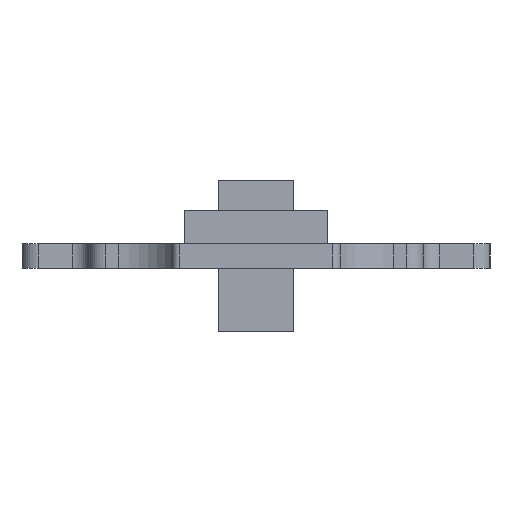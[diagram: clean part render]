
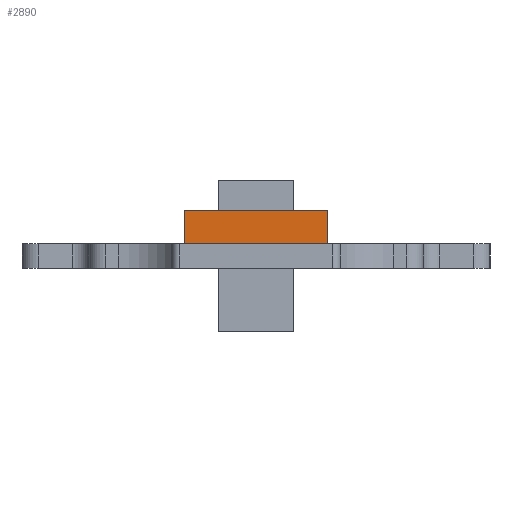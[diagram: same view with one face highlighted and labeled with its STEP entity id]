
A CAD part, left-side view. The second image highlights one B-rep face of the part: STEP entity #2890.
In plain terms, the highlighted planar face has unit normal (-1, 0, 0).
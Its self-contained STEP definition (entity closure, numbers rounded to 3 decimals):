
#2627 = EDGE_CURVE('',#2628,#2630,#2632,.T.);
#2628 = VERTEX_POINT('',#2629);
#2629 = CARTESIAN_POINT('',(-2.85,-4.3,0.));
#2630 = VERTEX_POINT('',#2631);
#2631 = CARTESIAN_POINT('',(-2.85,-4.3,2.));
#2632 = SURFACE_CURVE('',#2633,(#2637,#2649),.PCURVE_S1.);
#2633 = LINE('',#2634,#2635);
#2634 = CARTESIAN_POINT('',(-2.85,-4.3,0.));
#2635 = VECTOR('',#2636,1.);
#2636 = DIRECTION('',(0.,0.,1.));
#2637 = PCURVE('',#2638,#2643);
#2638 = PLANE('',#2639);
#2639 = AXIS2_PLACEMENT_3D('',#2640,#2641,#2642);
#2640 = CARTESIAN_POINT('',(-2.85,-4.3,0.));
#2641 = DIRECTION('',(0.,1.,0.));
#2642 = DIRECTION('',(1.,0.,0.));
#2643 = DEFINITIONAL_REPRESENTATION('',(#2644),#2648);
#2644 = LINE('',#2645,#2646);
#2645 = CARTESIAN_POINT('',(0.,0.));
#2646 = VECTOR('',#2647,1.);
#2647 = DIRECTION('',(0.,-1.));
#2648 = ( GEOMETRIC_REPRESENTATION_CONTEXT(2) 
PARAMETRIC_REPRESENTATION_CONTEXT() REPRESENTATION_CONTEXT('2D SPACE',''
  ) );
#2649 = PCURVE('',#2650,#2655);
#2650 = PLANE('',#2651);
#2651 = AXIS2_PLACEMENT_3D('',#2652,#2653,#2654);
#2652 = CARTESIAN_POINT('',(-2.85,4.3,0.));
#2653 = DIRECTION('',(1.,0.,0.));
#2654 = DIRECTION('',(0.,-1.,0.));
#2655 = DEFINITIONAL_REPRESENTATION('',(#2656),#2660);
#2656 = LINE('',#2657,#2658);
#2657 = CARTESIAN_POINT('',(8.6,0.));
#2658 = VECTOR('',#2659,1.);
#2659 = DIRECTION('',(0.,-1.));
#2660 = ( GEOMETRIC_REPRESENTATION_CONTEXT(2) 
PARAMETRIC_REPRESENTATION_CONTEXT() REPRESENTATION_CONTEXT('2D SPACE',''
  ) );
#2678 = PLANE('',#2679);
#2679 = AXIS2_PLACEMENT_3D('',#2680,#2681,#2682);
#2680 = CARTESIAN_POINT('',(-2.85,-4.3,2.));
#2681 = DIRECTION('',(0.,0.,-1.));
#2682 = DIRECTION('',(-1.,0.,0.));
#2732 = PLANE('',#2733);
#2733 = AXIS2_PLACEMENT_3D('',#2734,#2735,#2736);
#2734 = CARTESIAN_POINT('',(-2.85,-4.3,0.));
#2735 = DIRECTION('',(0.,0.,-1.));
#2736 = DIRECTION('',(-1.,0.,0.));
#2787 = PLANE('',#2788);
#2788 = AXIS2_PLACEMENT_3D('',#2789,#2790,#2791);
#2789 = CARTESIAN_POINT('',(2.85,4.3,0.));
#2790 = DIRECTION('',(0.,-1.,0.));
#2791 = DIRECTION('',(-1.,0.,0.));
#2825 = VERTEX_POINT('',#2826);
#2826 = CARTESIAN_POINT('',(-2.85,4.3,2.));
#2847 = EDGE_CURVE('',#2848,#2825,#2850,.T.);
#2848 = VERTEX_POINT('',#2849);
#2849 = CARTESIAN_POINT('',(-2.85,4.3,0.));
#2850 = SURFACE_CURVE('',#2851,(#2855,#2862),.PCURVE_S1.);
#2851 = LINE('',#2852,#2853);
#2852 = CARTESIAN_POINT('',(-2.85,4.3,0.));
#2853 = VECTOR('',#2854,1.);
#2854 = DIRECTION('',(0.,0.,1.));
#2855 = PCURVE('',#2787,#2856);
#2856 = DEFINITIONAL_REPRESENTATION('',(#2857),#2861);
#2857 = LINE('',#2858,#2859);
#2858 = CARTESIAN_POINT('',(5.7,0.));
#2859 = VECTOR('',#2860,1.);
#2860 = DIRECTION('',(0.,-1.));
#2861 = ( GEOMETRIC_REPRESENTATION_CONTEXT(2) 
PARAMETRIC_REPRESENTATION_CONTEXT() REPRESENTATION_CONTEXT('2D SPACE',''
  ) );
#2862 = PCURVE('',#2650,#2863);
#2863 = DEFINITIONAL_REPRESENTATION('',(#2864),#2868);
#2864 = LINE('',#2865,#2866);
#2865 = CARTESIAN_POINT('',(0.,0.));
#2866 = VECTOR('',#2867,1.);
#2867 = DIRECTION('',(0.,-1.));
#2868 = ( GEOMETRIC_REPRESENTATION_CONTEXT(2) 
PARAMETRIC_REPRESENTATION_CONTEXT() REPRESENTATION_CONTEXT('2D SPACE',''
  ) );
#2890 = ADVANCED_FACE('',(#2891),#2650,.F.);
#2891 = FACE_BOUND('',#2892,.F.);
#2892 = EDGE_LOOP('',(#2893,#2894,#2915,#2916));
#2893 = ORIENTED_EDGE('',*,*,#2847,.T.);
#2894 = ORIENTED_EDGE('',*,*,#2895,.T.);
#2895 = EDGE_CURVE('',#2825,#2630,#2896,.T.);
#2896 = SURFACE_CURVE('',#2897,(#2901,#2908),.PCURVE_S1.);
#2897 = LINE('',#2898,#2899);
#2898 = CARTESIAN_POINT('',(-2.85,4.3,2.));
#2899 = VECTOR('',#2900,1.);
#2900 = DIRECTION('',(0.,-1.,0.));
#2901 = PCURVE('',#2650,#2902);
#2902 = DEFINITIONAL_REPRESENTATION('',(#2903),#2907);
#2903 = LINE('',#2904,#2905);
#2904 = CARTESIAN_POINT('',(0.,-2.));
#2905 = VECTOR('',#2906,1.);
#2906 = DIRECTION('',(1.,0.));
#2907 = ( GEOMETRIC_REPRESENTATION_CONTEXT(2) 
PARAMETRIC_REPRESENTATION_CONTEXT() REPRESENTATION_CONTEXT('2D SPACE',''
  ) );
#2908 = PCURVE('',#2678,#2909);
#2909 = DEFINITIONAL_REPRESENTATION('',(#2910),#2914);
#2910 = LINE('',#2911,#2912);
#2911 = CARTESIAN_POINT('',(0.,8.6));
#2912 = VECTOR('',#2913,1.);
#2913 = DIRECTION('',(0.,-1.));
#2914 = ( GEOMETRIC_REPRESENTATION_CONTEXT(2) 
PARAMETRIC_REPRESENTATION_CONTEXT() REPRESENTATION_CONTEXT('2D SPACE',''
  ) );
#2915 = ORIENTED_EDGE('',*,*,#2627,.F.);
#2916 = ORIENTED_EDGE('',*,*,#2917,.F.);
#2917 = EDGE_CURVE('',#2848,#2628,#2918,.T.);
#2918 = SURFACE_CURVE('',#2919,(#2923,#2930),.PCURVE_S1.);
#2919 = LINE('',#2920,#2921);
#2920 = CARTESIAN_POINT('',(-2.85,4.3,0.));
#2921 = VECTOR('',#2922,1.);
#2922 = DIRECTION('',(0.,-1.,0.));
#2923 = PCURVE('',#2650,#2924);
#2924 = DEFINITIONAL_REPRESENTATION('',(#2925),#2929);
#2925 = LINE('',#2926,#2927);
#2926 = CARTESIAN_POINT('',(0.,0.));
#2927 = VECTOR('',#2928,1.);
#2928 = DIRECTION('',(1.,0.));
#2929 = ( GEOMETRIC_REPRESENTATION_CONTEXT(2) 
PARAMETRIC_REPRESENTATION_CONTEXT() REPRESENTATION_CONTEXT('2D SPACE',''
  ) );
#2930 = PCURVE('',#2732,#2931);
#2931 = DEFINITIONAL_REPRESENTATION('',(#2932),#2936);
#2932 = LINE('',#2933,#2934);
#2933 = CARTESIAN_POINT('',(0.,8.6));
#2934 = VECTOR('',#2935,1.);
#2935 = DIRECTION('',(0.,-1.));
#2936 = ( GEOMETRIC_REPRESENTATION_CONTEXT(2) 
PARAMETRIC_REPRESENTATION_CONTEXT() REPRESENTATION_CONTEXT('2D SPACE',''
  ) );
